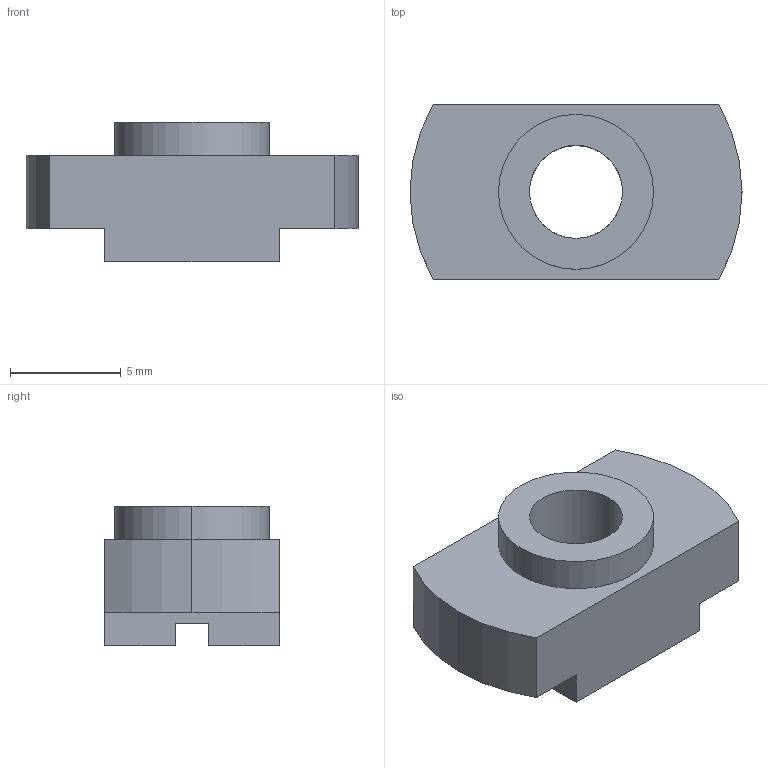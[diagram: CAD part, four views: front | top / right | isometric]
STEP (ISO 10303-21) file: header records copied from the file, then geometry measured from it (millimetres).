
FILE_DESCRIPTION (( 'STEP AP214' ), '1' );
FILE_NAME ('096f0805.STEP', '2014-08-19T05:52:03', ( '' ), ( '' ), 'SwSTEP 2.0', 'SolidWorks 2014', '' );
FILE_SCHEMA (( 'AUTOMOTIVE_DESIGN' ));
Length unit declared in the file: millimetre
Products named in the file (1): 096f0805
Bounding box: 15 x 7.9 x 6.3 mm (x, y, z)
Volume: 431.8 mm3; surface area: 503.8 mm2
Topology: 1 solids, 1 shells, 23 faces, 63 edges, 42 vertices
Faces by surface type: plane 16, cylinder 7
Entity records: 795 total; most frequent: DIRECTION 129, CARTESIAN_POINT 129, ORIENTED_EDGE 126, EDGE_CURVE 63, LINE 45, VECTOR 45, AXIS2_PLACEMENT_3D 42, VERTEX_POINT 42
